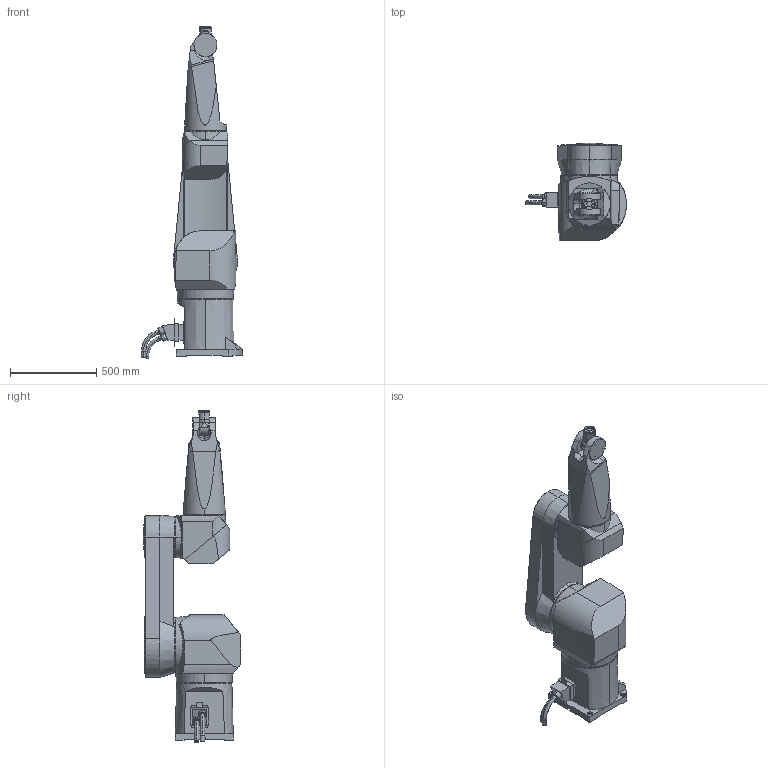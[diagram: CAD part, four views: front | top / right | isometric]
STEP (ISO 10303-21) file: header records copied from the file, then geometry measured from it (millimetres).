
FILE_DESCRIPTION(('CATIA V5 STEP'),'2;1');
FILE_NAME('RX130B-HB.stp','2009-09-10T12:54:45+00:00',('none'),('STAUBLI'),'CATIA Version 5 Release 18 SP 6 (IN-10)','CATIA V5 STEP AP214','none');
FILE_SCHEMA(('AUTOMOTIVE_DESIGN { 1 0 10303 214 1 1 1 1 }'));
Length unit declared in the file: millimetre
Products named in the file (8): RX130B-HB; RX130B BASE HORIZONTAL CABLE OUTLET WITH EXTERNAL HARD STOP; RX130B SHOULDER WITH EXTERNAL HARD STOP; RX130B ARM WITH ARM POWER LIGHT; RX130B ELBOW; RX130B FOREARM; RX130B WRIST; RX130B TOOL FLANGE
Assembly tree (7 placements, depth 2):
  RX130B-HB
    RX130B BASE HORIZONTAL CABLE OUTLET WITH EXTERNAL HARD STOP
    RX130B SHOULDER WITH EXTERNAL HARD STOP
    RX130B ARM WITH ARM POWER LIGHT
    RX130B ELBOW
    RX130B FOREARM
    RX130B WRIST
    RX130B TOOL FLANGE
Bounding box: 584.59 x 561.7 x 1920 mm (x, y, z)
Volume: 149459778.5 mm3; surface area: 3201889.5 mm2
Topology: 7 solids, 7 shells, 381 faces, 941 edges, 619 vertices
Faces by surface type: plane 170, cylinder 142, cone 34, torus 16, sphere 16, bspline 3
Entity records: 12341 total; most frequent: CARTESIAN_POINT 3705, ORIENTED_EDGE 1842, DIRECTION 1412, EDGE_CURVE 921, AXIS2_PLACEMENT_3D 637, VERTEX_POINT 595, EDGE_LOOP 440, VECTOR 434
